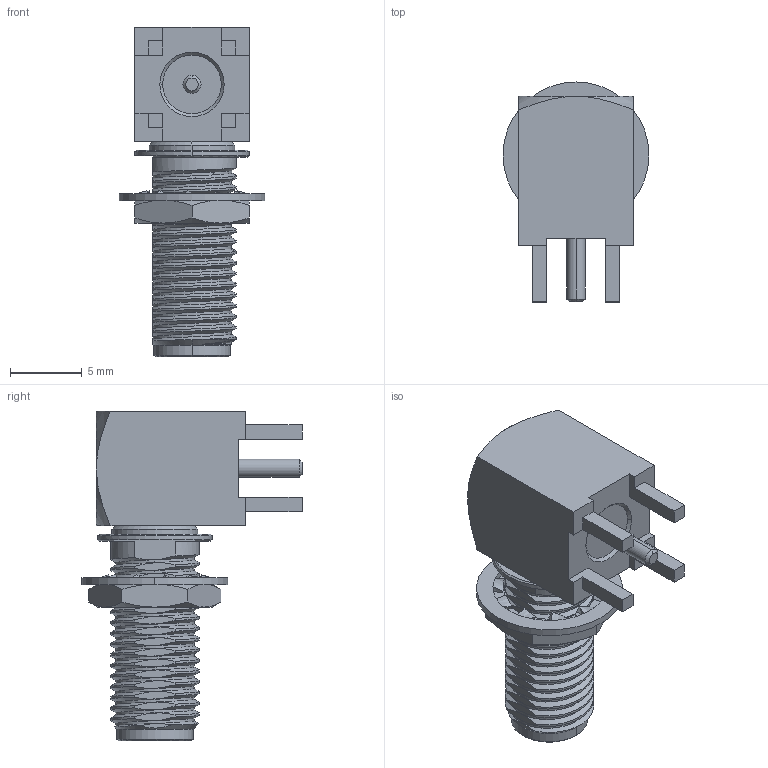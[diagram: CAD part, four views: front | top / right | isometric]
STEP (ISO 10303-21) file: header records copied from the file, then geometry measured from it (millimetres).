
FILE_DESCRIPTION((''),'2;1');
FILE_NAME('SMA6252A9-002-3GT50G-_SW0001','2019-11-27T',('Viji'),(''),'CREO PARAMETRIC BY PTC INC, 2018360','CREO PARAMETRIC BY PTC INC, 2018360','');
FILE_SCHEMA(('CONFIG_CONTROL_DESIGN'));
Length unit declared in the file: inch
Products named in the file (1): SMA6252A9-002-3GT50G-_SW0001
Bounding box: 10.2 x 15.39 x 23.05 mm (x, y, z)
Volume: 1089.4 mm3; surface area: 1230.2 mm2
Topology: 1 solids, 1 shells, 254 faces, 692 edges, 446 vertices
Faces by surface type: bspline 79, plane 74, cylinder 64, cone 37
Entity records: 17395 total; most frequent: CARTESIAN_POINT 11670, ORIENTED_EDGE 1380, DIRECTION 861, EDGE_CURVE 690, VERTEX_POINT 446, B_SPLINE_CURVE_WITH_KNOTS 295, AXIS2_PLACEMENT_3D 291, VECTOR 279
